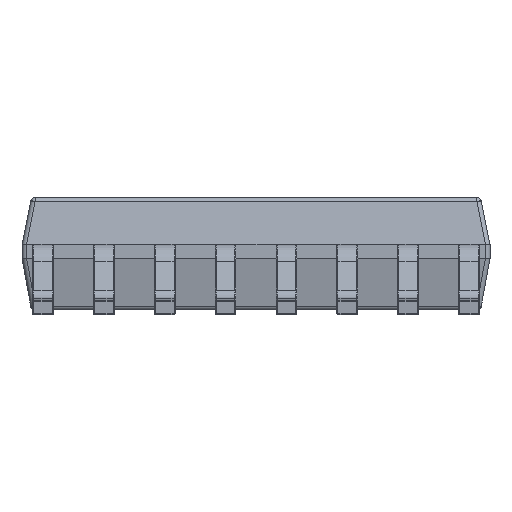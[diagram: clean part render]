
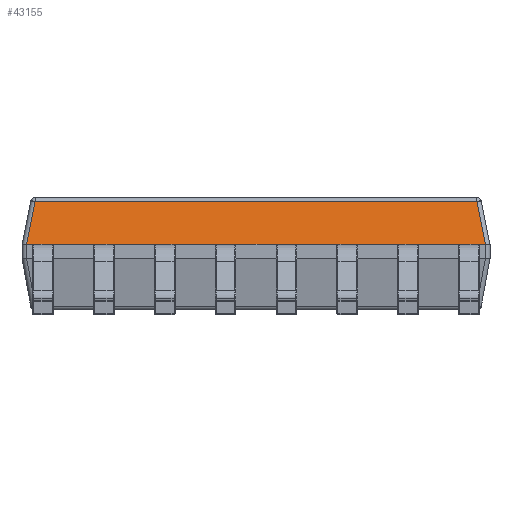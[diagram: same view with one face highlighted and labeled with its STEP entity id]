
A CAD part, left-side view. The second image highlights one B-rep face of the part: STEP entity #43155.
In plain terms, the highlighted planar face has unit normal (-0.981, 0, 0.196).
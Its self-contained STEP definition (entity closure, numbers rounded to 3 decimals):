
#1305 = LINE ( 'NONE', #50568, #29963 ) ;
#1509 = VECTOR ( 'NONE', #30577, 1000. ) ;
#3332 = DIRECTION ( 'NONE',  ( -0.981, 0., 0.196 ) ) ;
#4006 = CARTESIAN_POINT ( 'NONE',  ( -2.2, 2.45, 0.75 ) ) ;
#5469 = DIRECTION ( 'NONE',  ( 0., 1., 0. ) ) ;
#6269 = CARTESIAN_POINT ( 'NONE',  ( -2.2, -2.451, 0.75 ) ) ;
#7765 = EDGE_CURVE ( 'NONE', #48219, #50028, #23118, .T. ) ;
#8671 = CARTESIAN_POINT ( 'NONE',  ( -2.2, 2.451, 0.75 ) ) ;
#9039 = VERTEX_POINT ( 'NONE', #50874 ) ;
#9810 = CARTESIAN_POINT ( 'NONE',  ( -2.108, 0., 1.21 ) ) ;
#9944 = ORIENTED_EDGE ( 'NONE', *, *, #10205, .T. ) ;
#10020 = DIRECTION ( 'NONE',  ( -0.192, 0.192, -0.962 ) ) ;
#10205 = EDGE_CURVE ( 'NONE', #34584, #48219, #1305, .T. ) ;
#10252 = CARTESIAN_POINT ( 'NONE',  ( -2.108, 2.359, 1.21 ) ) ;
#10355 = VERTEX_POINT ( 'NONE', #13956 ) ;
#10855 = ORIENTED_EDGE ( 'NONE', *, *, #46645, .T. ) ;
#12384 = EDGE_CURVE ( 'NONE', #10355, #50028, #52556, .T. ) ;
#12908 = CARTESIAN_POINT ( 'NONE',  ( -2.2, 2.5, 0.75 ) ) ;
#13956 = CARTESIAN_POINT ( 'NONE',  ( -2.2, -2.45, 0.75 ) ) ;
#14993 = CARTESIAN_POINT ( 'NONE',  ( -2.2, -2.45, 0.75 ) ) ;
#17315 = DIRECTION ( 'NONE',  ( 0.192, 0.192, 0.962 ) ) ;
#18146 = AXIS2_PLACEMENT_3D ( 'NONE', #43055, #3332, #56638 ) ;
#20651 = VECTOR ( 'NONE', #17315, 1000. ) ;
#20953 = EDGE_CURVE ( 'NONE', #9039, #34584, #49500, .T. ) ;
#23118 =( BOUNDED_CURVE ( )  B_SPLINE_CURVE ( 3, ( #8671, #52105, #4006, #37414 ),
 .UNSPECIFIED., .F., .F. ) 
 B_SPLINE_CURVE_WITH_KNOTS ( ( 4, 4 ),
 ( 6.264, 6.283 ),
 .UNSPECIFIED. ) 
 CURVE ( )  GEOMETRIC_REPRESENTATION_ITEM ( )  RATIONAL_B_SPLINE_CURVE ( ( 1., 1., 1., 1. ) ) 
 REPRESENTATION_ITEM ( '' )  );
#23142 = CARTESIAN_POINT ( 'NONE',  ( -2.2, 2.45, 0.75 ) ) ;
#25423 = PLANE ( 'NONE',  #18146 ) ;
#29178 = CARTESIAN_POINT ( 'NONE',  ( -2.2, -2.451, 0.75 ) ) ;
#29963 = VECTOR ( 'NONE', #10020, 1000. ) ;
#30204 = VECTOR ( 'NONE', #5469, 1000. ) ;
#30520 = ORIENTED_EDGE ( 'NONE', *, *, #7765, .T. ) ;
#30577 = DIRECTION ( 'NONE',  ( 0., 1., 0. ) ) ;
#34584 = VERTEX_POINT ( 'NONE', #10252 ) ;
#36934 = CARTESIAN_POINT ( 'NONE',  ( -2.2, -2.45, 0.75 ) ) ;
#37414 = CARTESIAN_POINT ( 'NONE',  ( -2.2, 2.45, 0.75 ) ) ;
#37816 = VERTEX_POINT ( 'NONE', #43470 ) ;
#39289 = LINE ( 'NONE', #56976, #20651 ) ;
#39727 = ORIENTED_EDGE ( 'NONE', *, *, #20953, .T. ) ;
#41424 = EDGE_CURVE ( 'NONE', #37816, #9039, #39289, .T. ) ;
#42227 = EDGE_LOOP ( 'NONE', ( #9944, #30520, #48951, #10855, #49676, #39727 ) ) ;
#43055 = CARTESIAN_POINT ( 'NONE',  ( -2.1, 0., 1.25 ) ) ;
#43155 = ADVANCED_FACE ( 'NONE', ( #52856 ), #25423, .T. ) ;
#43470 = CARTESIAN_POINT ( 'NONE',  ( -2.2, -2.451, 0.75 ) ) ;
#44059 = CARTESIAN_POINT ( 'NONE',  ( -2.2, 2.451, 0.75 ) ) ;
#44545 =( BOUNDED_CURVE ( )  B_SPLINE_CURVE ( 3, ( #14993, #36934, #6269, #29178 ),
 .UNSPECIFIED., .F., .F. ) 
 B_SPLINE_CURVE_WITH_KNOTS ( ( 4, 4 ),
 ( 0., 0.019 ),
 .UNSPECIFIED. ) 
 CURVE ( )  GEOMETRIC_REPRESENTATION_ITEM ( )  RATIONAL_B_SPLINE_CURVE ( ( 1., 1., 1., 1. ) ) 
 REPRESENTATION_ITEM ( '' )  );
#46645 = EDGE_CURVE ( 'NONE', #10355, #37816, #44545, .T. ) ;
#48219 = VERTEX_POINT ( 'NONE', #44059 ) ;
#48951 = ORIENTED_EDGE ( 'NONE', *, *, #12384, .F. ) ;
#49500 = LINE ( 'NONE', #9810, #30204 ) ;
#49676 = ORIENTED_EDGE ( 'NONE', *, *, #41424, .T. ) ;
#50028 = VERTEX_POINT ( 'NONE', #23142 ) ;
#50568 = CARTESIAN_POINT ( 'NONE',  ( -2.013, 2.264, 1.685 ) ) ;
#50874 = CARTESIAN_POINT ( 'NONE',  ( -2.108, -2.359, 1.21 ) ) ;
#52105 = CARTESIAN_POINT ( 'NONE',  ( -2.2, 2.451, 0.75 ) ) ;
#52556 = LINE ( 'NONE', #12908, #1509 ) ;
#52856 = FACE_OUTER_BOUND ( 'NONE', #42227, .T. ) ;
#56638 = DIRECTION ( 'NONE',  ( 0., 1., 0. ) ) ;
#56976 = CARTESIAN_POINT ( 'NONE',  ( -2.013, -2.264, 1.685 ) ) ;
